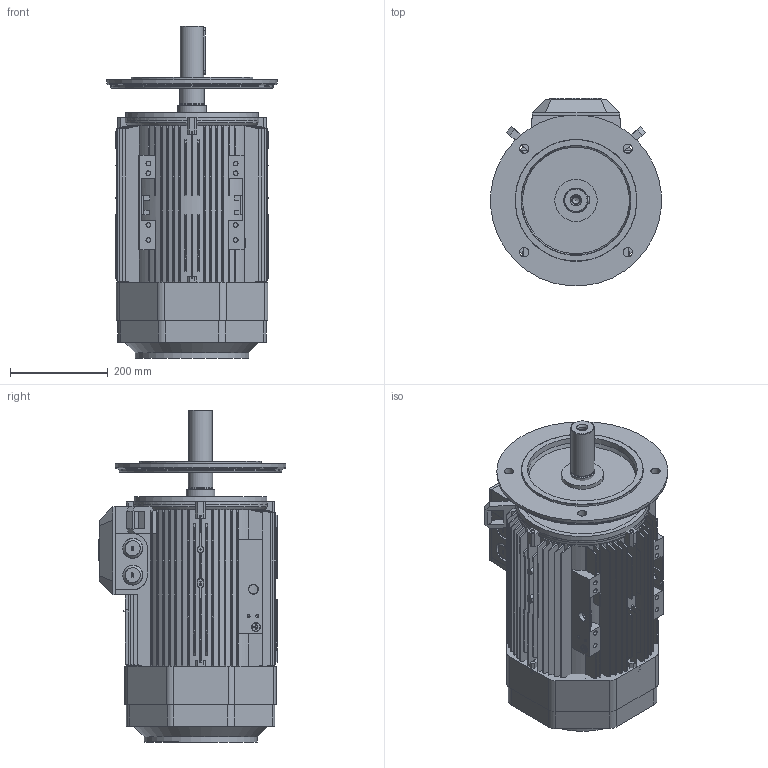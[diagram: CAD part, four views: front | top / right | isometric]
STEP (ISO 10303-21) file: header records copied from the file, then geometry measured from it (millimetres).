
FILE_DESCRIPTION(/* description */ (''),/* implementation_level */ '2;1');
FILE_NAME(/* name */ 'M2AA IE2 180 B5_.stp',/* time_stamp */ '2015-07-07T10:57:17+02:00',/* author */ (''),/* organization */ (''),/* preprocessor_version */ 'ST-DEVELOPER v14',/* originating_system */ 'SIEMENS PLM Software NX 8.0',/* authorisation */ '');
FILE_SCHEMA (('AUTOMOTIVE_DESIGN { 1 0 10303 214 3 1 1 1 }'));
Products named in the file (1): M2AA IE2 180 B5_igs
Bounding box: 349.71 x 384.51 x 680.75 mm (x, y, z)
Volume: 16626660.5 mm3; surface area: 2129753.7 mm2
Topology: 14 solids, 1037 shells, 1224 faces, 5492 edges, 5227 vertices
Faces by surface type: plane 787, cone 175, cylinder 157, bspline 96, torus 9
Full cylindrical faces by diameter (mm): 6 x4, 6.8 x2, 8 x1, 8.4 x1, 8.5 x8, 13 x1, 14 x3, 16 x1, 16.4 x1, 16.629 x1, 16.969 x1, 17 x1, 17.226 x1, 17.568 x1, 19 x4, 40 x1, 42.5 x1, 44.4 x1, 45 x2, 46.6 x1, 48 x1, 49.4 x1, 50 x1, 53 x1, 59 x1, 86.511 x1, 232.314 x1, 250 x1, 258.274 x1, 335 x1
Entity records: 80929 total; most frequent: CARTESIAN_POINT 32205, DIRECTION 6332, ORIENTED_EDGE 5842, EDGE_CURVE 5376, VERTEX_POINT 5222, LINE 2734, VECTOR 2734, B_SPLINE_CURVE_WITH_KNOTS 1904
